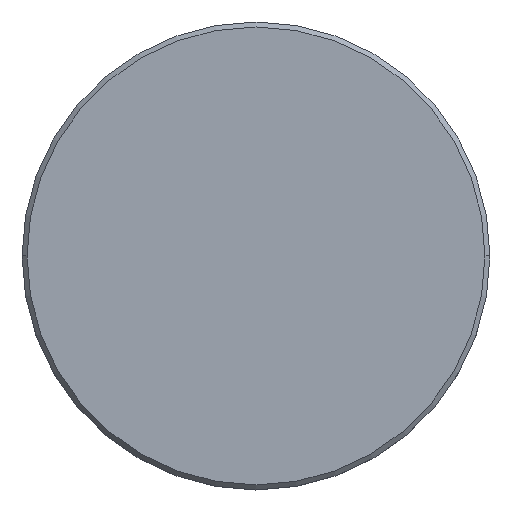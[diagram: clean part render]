
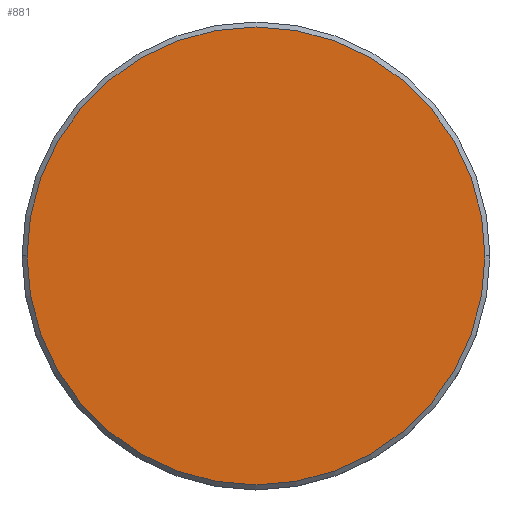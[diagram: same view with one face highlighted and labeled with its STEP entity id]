
A CAD part, top view. The second image highlights one B-rep face of the part: STEP entity #881.
In plain terms, the highlighted planar face has unit normal (0, 0, 1).
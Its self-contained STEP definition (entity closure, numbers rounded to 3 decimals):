
#5 = DIRECTION ( 'NONE',  ( 0., 0., 1. ) ) ;
#24 = CARTESIAN_POINT ( 'NONE',  ( 23., 0., 0. ) ) ;
#29 = CARTESIAN_POINT ( 'NONE',  ( 0., 0., 0. ) ) ;
#100 = ORIENTED_EDGE ( 'NONE', *, *, #294, .T. ) ;
#119 = EDGE_LOOP ( 'NONE', ( #100, #894 ) ) ;
#128 = AXIS2_PLACEMENT_3D ( 'NONE', #29, #5, #1128 ) ;
#162 = CIRCLE ( 'NONE', #1039, 23. ) ;
#294 = EDGE_CURVE ( 'NONE', #426, #928, #162, .T. ) ;
#354 = DIRECTION ( 'NONE',  ( 0., 0., 1. ) ) ;
#366 = DIRECTION ( 'NONE',  ( 1., 0., 0. ) ) ;
#406 = CARTESIAN_POINT ( 'NONE',  ( -23., 0., 0. ) ) ;
#426 = VERTEX_POINT ( 'NONE', #406 ) ;
#566 = FACE_OUTER_BOUND ( 'NONE', #119, .T. ) ;
#635 = CARTESIAN_POINT ( 'NONE',  ( 0., 0., 0. ) ) ;
#664 = CIRCLE ( 'NONE', #979, 23. ) ;
#725 = DIRECTION ( 'NONE',  ( 1., 0., 0. ) ) ;
#820 = CARTESIAN_POINT ( 'NONE',  ( 0., 0., 0. ) ) ;
#834 = PLANE ( 'NONE',  #128 ) ;
#857 = EDGE_CURVE ( 'NONE', #928, #426, #664, .T. ) ;
#881 = ADVANCED_FACE ( 'NONE', ( #566 ), #834, .T. ) ;
#894 = ORIENTED_EDGE ( 'NONE', *, *, #857, .T. ) ;
#928 = VERTEX_POINT ( 'NONE', #24 ) ;
#979 = AXIS2_PLACEMENT_3D ( 'NONE', #820, #354, #725 ) ;
#1000 = DIRECTION ( 'NONE',  ( 0., 0., 1. ) ) ;
#1039 = AXIS2_PLACEMENT_3D ( 'NONE', #635, #1000, #366 ) ;
#1128 = DIRECTION ( 'NONE',  ( 1., 0., 0. ) ) ;
